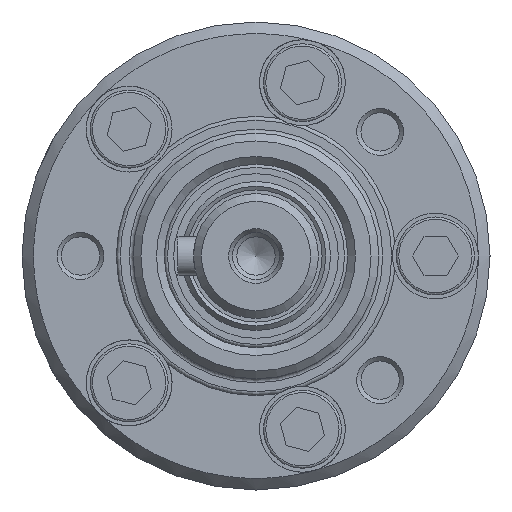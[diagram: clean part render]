
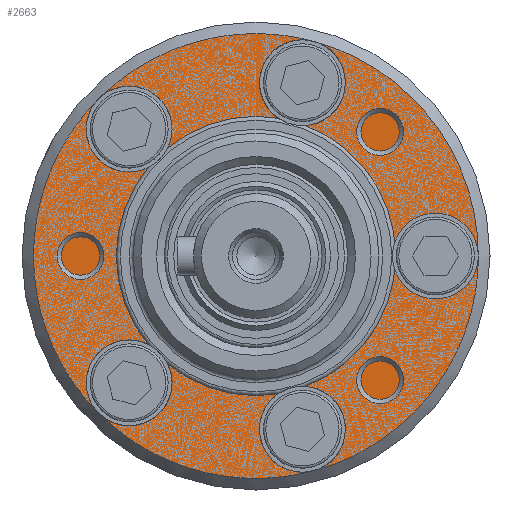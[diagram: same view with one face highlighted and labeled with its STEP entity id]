
A CAD part, left-side view. The second image highlights one B-rep face of the part: STEP entity #2663.
In plain terms, the highlighted planar face has unit normal (-1, 0, 0).
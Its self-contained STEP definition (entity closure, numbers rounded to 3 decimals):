
#155=PLANE('',#3010);
#864=ORIENTED_EDGE('',*,*,#1333,.F.);
#1333=EDGE_CURVE('',#1614,#1614,#1804,.T.);
#1614=VERTEX_POINT('',#4423);
#1804=CIRCLE('',#3009,30.);
#2026=EDGE_LOOP('',(#864));
#2348=FACE_BOUND('',#2026,.T.);
#2663=ADVANCED_FACE('',(#2348),#155,.F.);
#3009=AXIS2_PLACEMENT_3D('',#4422,#3596,#3597);
#3010=AXIS2_PLACEMENT_3D('',#4436,#3598,#3599);
#3596=DIRECTION('',(1.,0.,0.));
#3597=DIRECTION('',(0.,0.,-1.));
#3598=DIRECTION('',(1.,0.,0.));
#3599=DIRECTION('',(0.,0.,-1.));
#4422=CARTESIAN_POINT('',(0.,0.,0.));
#4423=CARTESIAN_POINT('',(0.,0.,-30.));
#4436=CARTESIAN_POINT('',(0.,0.,0.));
